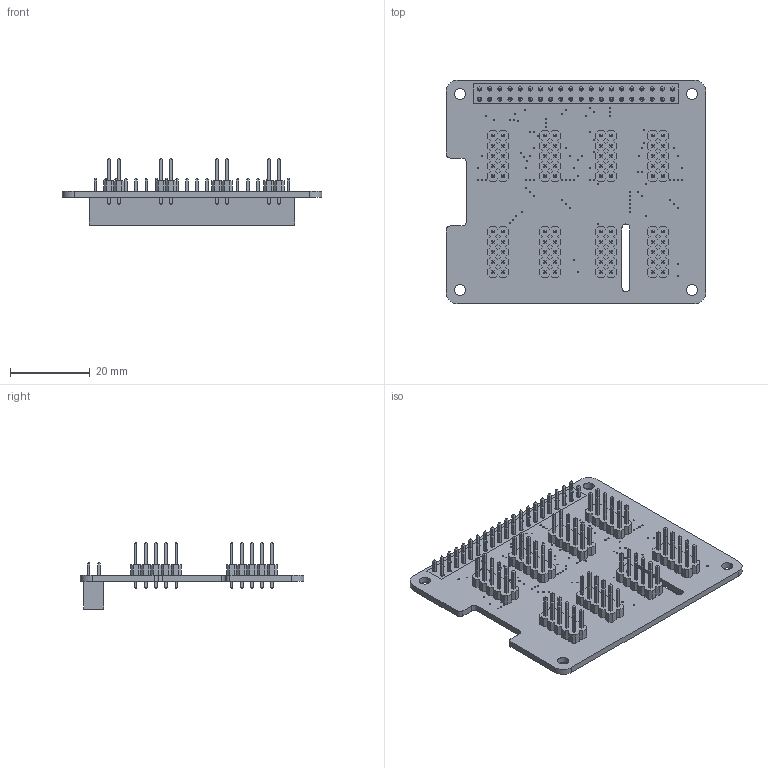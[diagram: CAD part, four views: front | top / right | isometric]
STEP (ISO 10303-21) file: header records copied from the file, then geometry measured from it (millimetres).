
FILE_DESCRIPTION(/* description */ (''),/* implementation_level */ '2;1');
FILE_NAME(/* name */ '6943940e-3530-45d3-9c99-c812a247fac1.stp',/* time_stamp */ '2019-06-13T11:55:26+00:00',/* author */ (''),/* organization */ (''),/* preprocessor_version */ 'ST-DEVELOPER v18',/* originating_system */ 'Autodesk Translation Framework v8.2.0.1029',/* authorisation */ '');
FILE_SCHEMA (('AUTOMOTIVE_DESIGN { 1 0 10303 214 3 1 1 }'));
Length unit declared in the file: millimetre
Products named in the file (5): 6943940e-3530-45d3-9c99-c812a247fac1; PCB Component; Board; PIN20X2; 2X05
Assembly tree (11 placements, depth 3):
  6943940e-3530-45d3-9c99-c812a247fac1
    PCB Component
      Board
      PIN20X2
      2X05  x8
Bounding box: 65 x 56 x 16.54 mm (x, y, z)
Volume: 8893.8 mm3; surface area: 13963.2 mm2
Topology: 10 solids, 10 shells, 2853 faces, 6819 edges, 4226 vertices
Faces by surface type: plane 2626, cylinder 227
Full cylindrical faces by diameter (mm): 0.35 x93, 1.016 x120, 2.8 x4
Entity records: 36358 total; most frequent: CARTESIAN_POINT 5892, DIRECTION 5773, ORIENTED_EDGE 5770, EDGE_CURVE 2885, LINE 2431, VECTOR 2431, VERTEX_POINT 1790, EDGE_LOOP 1745
